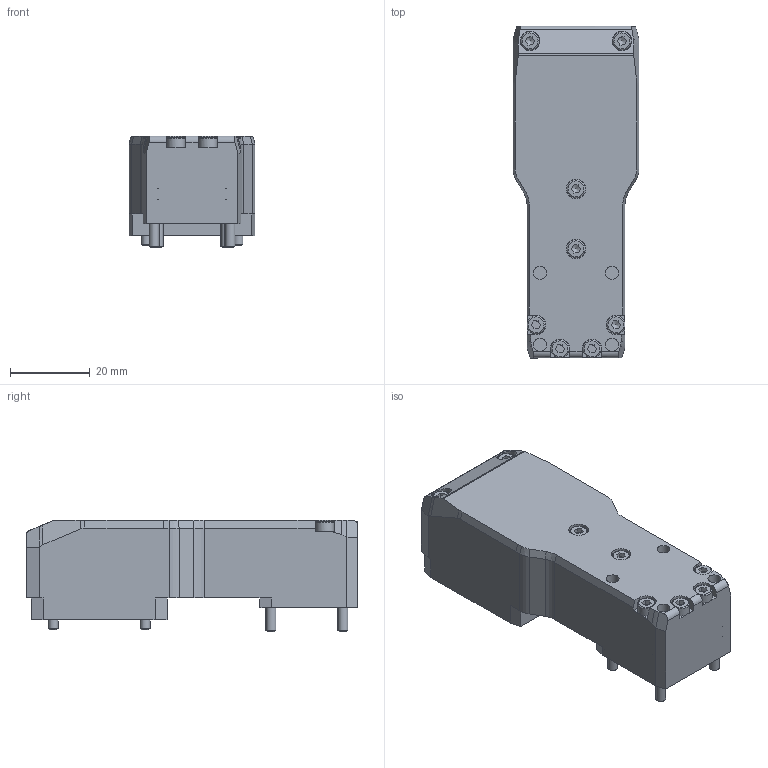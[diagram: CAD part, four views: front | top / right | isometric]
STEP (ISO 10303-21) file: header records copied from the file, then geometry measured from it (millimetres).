
FILE_DESCRIPTION(/* description */ (''),/* implementation_level */ '2;1');
FILE_NAME(/* name */ 'CAD_108261.stp',/* time_stamp */ '2021-01-19T10:27:50+01:00',/* author */ ('Hypex'),/* organization */ ('Hypex'),/* preprocessor_version */ 'ST-DEVELOPER v18',/* originating_system */ 'Autodesk Inventor 2020',/* authorisation */ '');
FILE_SCHEMA (('AUTOMOTIVE_DESIGN { 1 0 10303 214 3 1 1 }','FEATURE_BASED_PROCESS_PLANNING'));
Length unit declared in the file: millimetre
Products named in the file (1): CAD_108261
Bounding box: 31.5 x 83 x 28 mm (x, y, z)
Volume: 47629.8 mm3; surface area: 12858.2 mm2
Topology: 1 solids, 5 shells, 352 faces, 983 edges, 673 vertices
Faces by surface type: plane 225, cylinder 71, cone 30, torus 20, bspline 6
Full cylindrical faces by diameter (mm): 2.5 x8, 3.242 x4, 4.5 x16, 4.9 x4, 5 x4, 20 x1, 22 x1
Entity records: 11681 total; most frequent: CARTESIAN_POINT 2247, ORIENTED_EDGE 1934, DIRECTION 1892, EDGE_CURVE 967, AXIS2_PLACEMENT_3D 690, VERTEX_POINT 673, LINE 512, VECTOR 512
